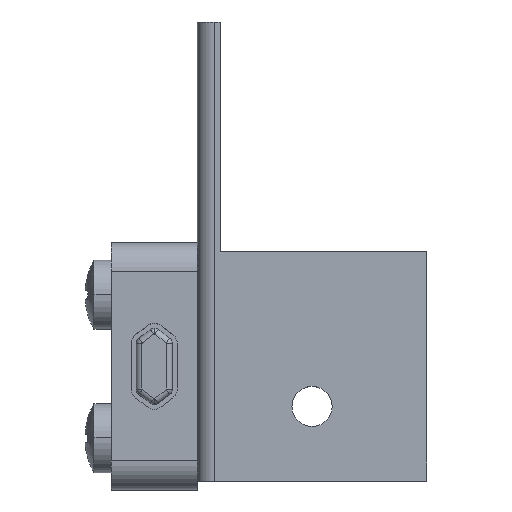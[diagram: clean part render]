
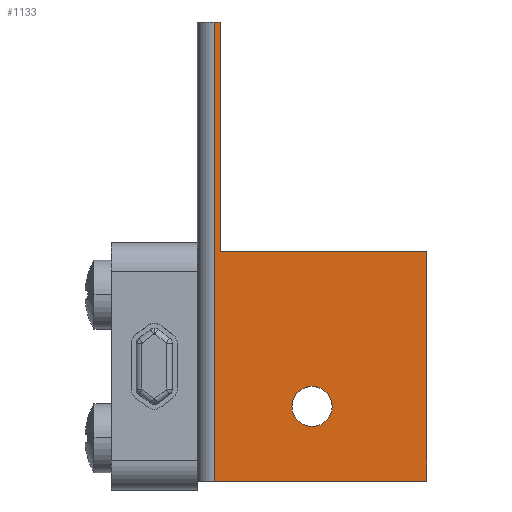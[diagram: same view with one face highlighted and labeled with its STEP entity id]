
A CAD part, top view. The second image highlights one B-rep face of the part: STEP entity #1133.
In plain terms, the highlighted face is planar.
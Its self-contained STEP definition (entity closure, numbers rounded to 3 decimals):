
#22 = VERTEX_POINT ( 'NONE', #2459 ) ;
#123 = CARTESIAN_POINT ( 'NONE',  ( -2.659, 67., -23.121 ) ) ;
#141 = DIRECTION ( 'NONE',  ( 0., 0., -1. ) ) ;
#193 = AXIS2_PLACEMENT_3D ( 'NONE', #2491, #1301, #2557 ) ;
#229 = VERTEX_POINT ( 'NONE', #3826 ) ;
#254 = VECTOR ( 'NONE', #1687, 1000. ) ;
#282 = ORIENTED_EDGE ( 'NONE', *, *, #834, .F. ) ;
#286 = LINE ( 'NONE', #1397, #4161 ) ;
#317 = AXIS2_PLACEMENT_3D ( 'NONE', #813, #1992, #2781 ) ;
#536 = ORIENTED_EDGE ( 'NONE', *, *, #5139, .F. ) ;
#546 = ORIENTED_EDGE ( 'NONE', *, *, #3956, .T. ) ;
#744 = DIRECTION ( 'NONE',  ( 0., 1., 0. ) ) ;
#813 = CARTESIAN_POINT ( 'NONE',  ( -19.659, 80., -23.121 ) ) ;
#834 = EDGE_CURVE ( 'NONE', #5037, #1108, #4844, .T. ) ;
#915 = AXIS2_PLACEMENT_3D ( 'NONE', #123, #141, #2967 ) ;
#919 = ORIENTED_EDGE ( 'NONE', *, *, #1441, .F. ) ;
#938 = CIRCLE ( 'NONE', #193, 3.5 ) ;
#1093 = FACE_BOUND ( 'NONE', #4777, .T. ) ;
#1108 = VERTEX_POINT ( 'NONE', #5262 ) ;
#1111 = VERTEX_POINT ( 'NONE', #4434 ) ;
#1133 = ADVANCED_FACE ( 'NONE', ( #1093, #2935 ), #3650, .T. ) ;
#1301 = DIRECTION ( 'NONE',  ( 0., 0., -1. ) ) ;
#1397 = CARTESIAN_POINT ( 'NONE',  ( -19.659, 80., -23.121 ) ) ;
#1419 = DIRECTION ( 'NONE',  ( 0., -1., 0. ) ) ;
#1441 = EDGE_CURVE ( 'NONE', #3669, #5037, #2821, .T. ) ;
#1467 = ORIENTED_EDGE ( 'NONE', *, *, #3410, .F. ) ;
#1553 = VECTOR ( 'NONE', #744, 1000. ) ;
#1686 = LINE ( 'NONE', #2109, #2708 ) ;
#1687 = DIRECTION ( 'NONE',  ( 0., -1., 0. ) ) ;
#1691 = VECTOR ( 'NONE', #1419, 1000. ) ;
#1772 = EDGE_CURVE ( 'NONE', #22, #3108, #286, .T. ) ;
#1839 = ORIENTED_EDGE ( 'NONE', *, *, #1772, .T. ) ;
#1858 = CARTESIAN_POINT ( 'NONE',  ( -18.659, 40., -23.121 ) ) ;
#1992 = DIRECTION ( 'NONE',  ( 0., 0., -1. ) ) ;
#2109 = CARTESIAN_POINT ( 'NONE',  ( -19.659, 0., -23.121 ) ) ;
#2150 = CARTESIAN_POINT ( 'NONE',  ( -18.659, 40., -23.121 ) ) ;
#2267 = DIRECTION ( 'NONE',  ( 1., 0., 0. ) ) ;
#2293 = VERTEX_POINT ( 'NONE', #3391 ) ;
#2399 = CARTESIAN_POINT ( 'NONE',  ( 17.341, 80., -23.121 ) ) ;
#2459 = CARTESIAN_POINT ( 'NONE',  ( -19.659, 80., -23.121 ) ) ;
#2491 = CARTESIAN_POINT ( 'NONE',  ( -2.659, 67., -23.121 ) ) ;
#2495 = CARTESIAN_POINT ( 'NONE',  ( 17.341, 80., -23.121 ) ) ;
#2557 = DIRECTION ( 'NONE',  ( -1., 0., 0. ) ) ;
#2708 = VECTOR ( 'NONE', #3346, 1000. ) ;
#2781 = DIRECTION ( 'NONE',  ( -1., 0., 0. ) ) ;
#2821 = LINE ( 'NONE', #1858, #1553 ) ;
#2824 = ORIENTED_EDGE ( 'NONE', *, *, #2850, .F. ) ;
#2850 = EDGE_CURVE ( 'NONE', #1111, #3669, #1686, .T. ) ;
#2935 = FACE_OUTER_BOUND ( 'NONE', #4979, .T. ) ;
#2967 = DIRECTION ( 'NONE',  ( -1., 0., 0. ) ) ;
#3108 = VERTEX_POINT ( 'NONE', #2399 ) ;
#3346 = DIRECTION ( 'NONE',  ( 1., 0., 0. ) ) ;
#3391 = CARTESIAN_POINT ( 'NONE',  ( -6.159, 67., -23.121 ) ) ;
#3410 = EDGE_CURVE ( 'NONE', #229, #2293, #5175, .T. ) ;
#3438 = DIRECTION ( 'NONE',  ( 1., 0., 0. ) ) ;
#3642 = ORIENTED_EDGE ( 'NONE', *, *, #4347, .F. ) ;
#3650 = PLANE ( 'NONE',  #317 ) ;
#3669 = VERTEX_POINT ( 'NONE', #4414 ) ;
#3826 = CARTESIAN_POINT ( 'NONE',  ( 0.841, 67., -23.121 ) ) ;
#3956 = EDGE_CURVE ( 'NONE', #3108, #1108, #4324, .T. ) ;
#4011 = LINE ( 'NONE', #5018, #1691 ) ;
#4098 = VECTOR ( 'NONE', #3438, 1000. ) ;
#4161 = VECTOR ( 'NONE', #2267, 1000. ) ;
#4324 = LINE ( 'NONE', #2495, #254 ) ;
#4347 = EDGE_CURVE ( 'NONE', #2293, #229, #938, .T. ) ;
#4414 = CARTESIAN_POINT ( 'NONE',  ( -18.659, 0., -23.121 ) ) ;
#4434 = CARTESIAN_POINT ( 'NONE',  ( -19.659, 0., -23.121 ) ) ;
#4678 = CARTESIAN_POINT ( 'NONE',  ( 38.754, 40., -23.121 ) ) ;
#4777 = EDGE_LOOP ( 'NONE', ( #3642, #1467 ) ) ;
#4844 = LINE ( 'NONE', #4678, #4098 ) ;
#4979 = EDGE_LOOP ( 'NONE', ( #919, #2824, #536, #1839, #546, #282 ) ) ;
#5018 = CARTESIAN_POINT ( 'NONE',  ( -19.659, 80., -23.121 ) ) ;
#5037 = VERTEX_POINT ( 'NONE', #2150 ) ;
#5139 = EDGE_CURVE ( 'NONE', #22, #1111, #4011, .T. ) ;
#5175 = CIRCLE ( 'NONE', #915, 3.5 ) ;
#5262 = CARTESIAN_POINT ( 'NONE',  ( 17.341, 40., -23.121 ) ) ;
